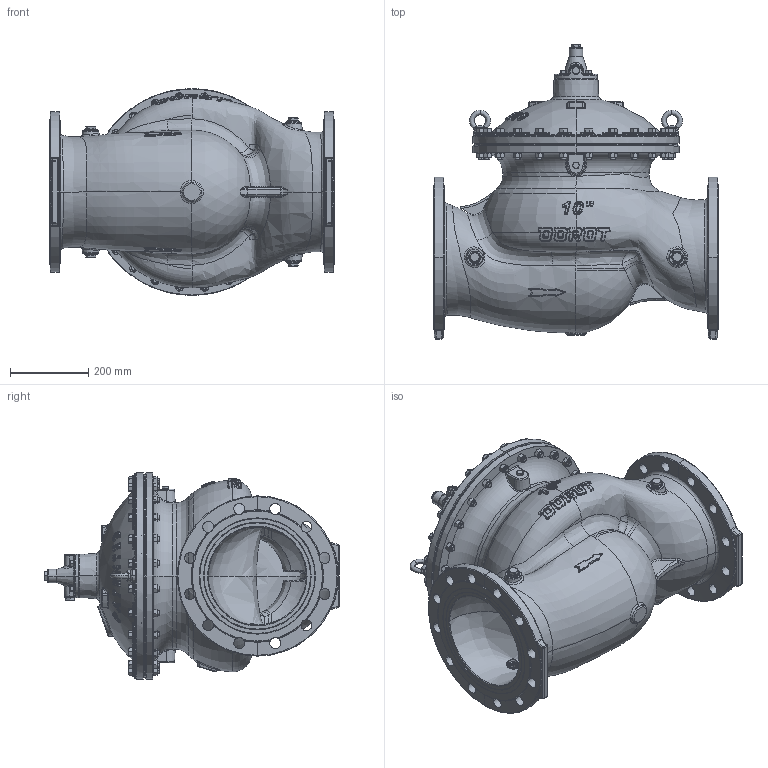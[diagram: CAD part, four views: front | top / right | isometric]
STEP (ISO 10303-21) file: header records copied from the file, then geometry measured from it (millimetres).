
FILE_DESCRIPTION (( 'STEP AP214' ), '1' );
FILE_NAME ('S300 10 .STEP', '2021-08-24T08:34:40', ( 'user' ), ( 'Microsoft' ), 'SwSTEP 2.0', 'SolidWorks 2016', '' );
FILE_SCHEMA (( 'AUTOMOTIVE_DESIGN' ));
Length unit declared in the file: millimetre
Products named in the file (1): S300 10 
Bounding box: 730 x 751.6 x 527 mm (x, y, z)
Surface area: 2438119 mm2 (no closed solid volume)
Topology: 0 solids, 174 shells, 2901 faces, 9261 edges, 6203 vertices
Faces by surface type: bspline 1058, plane 658, cone 461, cylinder 347, torus 344, sphere 33
Entity records: 400464 total; most frequent: CARTESIAN_POINT 298886, ORIENTED_EDGE 14761, DIRECTION 12055, EDGE_CURVE 9192, VERTEX_POINT 6203, AXIS2_PLACEMENT_3D 5105, B_SPLINE_CURVE_WITH_KNOTS 4034, CIRCLE 3261
